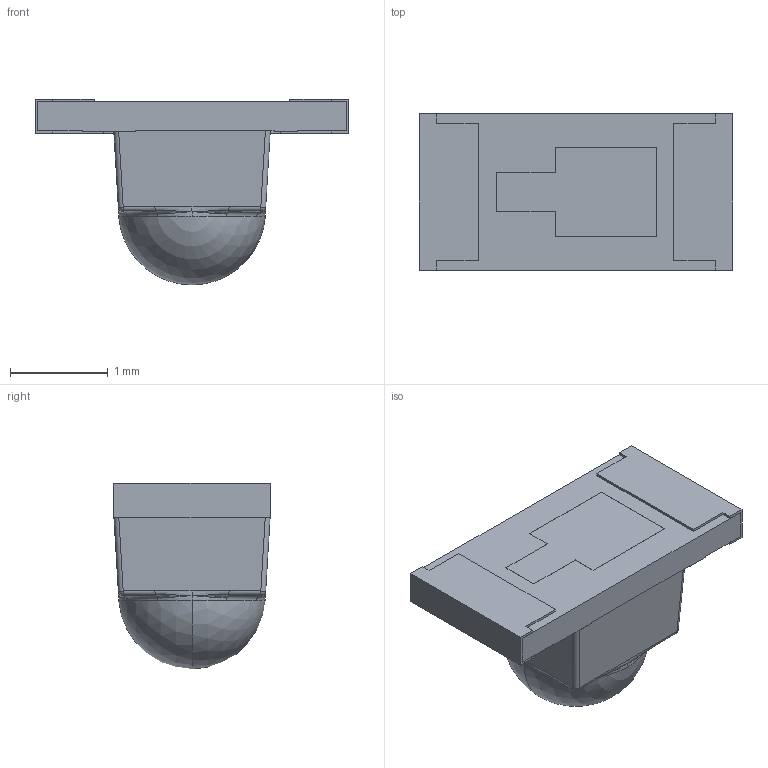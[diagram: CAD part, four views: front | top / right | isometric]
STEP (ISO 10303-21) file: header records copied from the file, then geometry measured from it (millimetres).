
FILE_DESCRIPTION (( 'STEP AP214' ), '1' );
FILE_NAME ('錨璃16.STEP', '2024-07-19T03:56:43', ( '' ), ( '' ), 'SwSTEP 2.0', 'SolidWorks 2021', '' );
FILE_SCHEMA (( 'AUTOMOTIVE_DESIGN' ));
Length unit declared in the file: millimetre
Products named in the file (1): 錨璃16
Bounding box: 3.2 x 1.6 x 1.9 mm (x, y, z)
Volume: 4.5 mm3; surface area: 30.3 mm2
Topology: 2 solids, 2 shells, 344 faces, 925 edges, 605 vertices
Faces by surface type: plane 200, bspline 122, cylinder 12, sphere 6, torus 4
Entity records: 16532 total; most frequent: CARTESIAN_POINT 4991, ORIENTED_EDGE 1850, DIRECTION 1117, EDGE_CURVE 925, LINE 627, VECTOR 627, VERTEX_POINT 605, EDGE_LOOP 364
